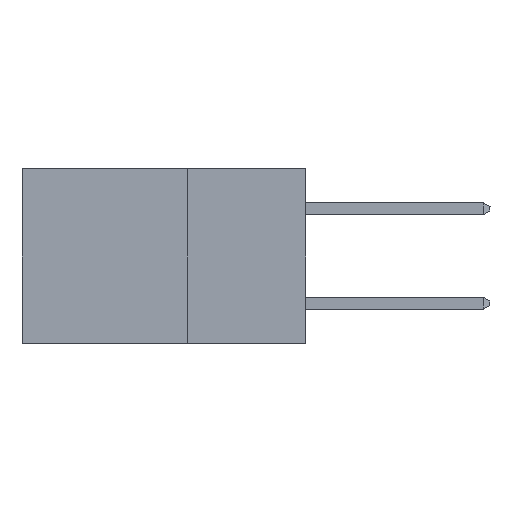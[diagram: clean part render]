
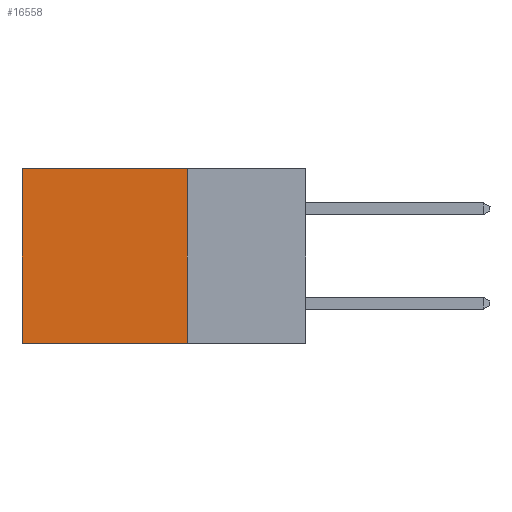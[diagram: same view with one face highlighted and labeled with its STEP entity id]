
A CAD part, left-side view. The second image highlights one B-rep face of the part: STEP entity #16558.
In plain terms, the highlighted planar face has unit normal (-1, 0, 0).
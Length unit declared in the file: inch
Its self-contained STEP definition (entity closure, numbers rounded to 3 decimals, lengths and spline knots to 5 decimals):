
#712 = DIRECTION ( 'NONE',  ( 0., 1., 0. ) ) ;
#1682 = CARTESIAN_POINT ( 'NONE',  ( 0.2615, 0.25, -0.37 ) ) ;
#3176 = DIRECTION ( 'NONE',  ( 0., 0., -1. ) ) ;
#3825 = DIRECTION ( 'NONE',  ( 0., 0., -1. ) ) ;
#4161 = FACE_OUTER_BOUND ( 'NONE', #26270, .T. ) ;
#4307 = ORIENTED_EDGE ( 'NONE', *, *, #20115, .F. ) ;
#4370 = VERTEX_POINT ( 'NONE', #9105 ) ;
#5994 = ORIENTED_EDGE ( 'NONE', *, *, #21200, .T. ) ;
#7040 = VERTEX_POINT ( 'NONE', #11109 ) ;
#7863 = LINE ( 'NONE', #18571, #18293 ) ;
#8926 = VECTOR ( 'NONE', #18148, 39.37008 ) ;
#9105 = CARTESIAN_POINT ( 'NONE',  ( 0.2615, 0.25, 0. ) ) ;
#11109 = CARTESIAN_POINT ( 'NONE',  ( 0.2615, 0.6, -0.37 ) ) ;
#11252 = VERTEX_POINT ( 'NONE', #24939 ) ;
#11760 = VERTEX_POINT ( 'NONE', #20038 ) ;
#11868 = VECTOR ( 'NONE', #712, 39.37008 ) ;
#13028 = EDGE_CURVE ( 'NONE', #4370, #11252, #25588, .T. ) ;
#13210 = CARTESIAN_POINT ( 'NONE',  ( 0.2615, 0.25, -0.37 ) ) ;
#15091 = ORIENTED_EDGE ( 'NONE', *, *, #22459, .F. ) ;
#15743 = DIRECTION ( 'NONE',  ( 1., 0., 0. ) ) ;
#16086 = CARTESIAN_POINT ( 'NONE',  ( 0.2615, 0.25, 0. ) ) ;
#16558 = ADVANCED_FACE ( 'NONE', ( #4161 ), #26121, .F. ) ;
#16614 = LINE ( 'NONE', #1682, #20186 ) ;
#18148 = DIRECTION ( 'NONE',  ( 0., 1., 0. ) ) ;
#18293 = VECTOR ( 'NONE', #20680, 39.37008 ) ;
#18568 = ORIENTED_EDGE ( 'NONE', *, *, #13028, .T. ) ;
#18571 = CARTESIAN_POINT ( 'NONE',  ( 0.2615, 0.6, -0.37 ) ) ;
#19842 = AXIS2_PLACEMENT_3D ( 'NONE', #24042, #15743, #3176 ) ;
#20038 = CARTESIAN_POINT ( 'NONE',  ( 0.2615, 0.25, -0.37 ) ) ;
#20115 = EDGE_CURVE ( 'NONE', #11760, #7040, #23637, .T. ) ;
#20186 = VECTOR ( 'NONE', #3825, 39.37008 ) ;
#20680 = DIRECTION ( 'NONE',  ( 0., 0., -1. ) ) ;
#21200 = EDGE_CURVE ( 'NONE', #11252, #7040, #7863, .T. ) ;
#22459 = EDGE_CURVE ( 'NONE', #4370, #11760, #16614, .T. ) ;
#23637 = LINE ( 'NONE', #13210, #11868 ) ;
#24042 = CARTESIAN_POINT ( 'NONE',  ( 0.2615, 0.25, -0.37 ) ) ;
#24939 = CARTESIAN_POINT ( 'NONE',  ( 0.2615, 0.6, 0. ) ) ;
#25588 = LINE ( 'NONE', #16086, #8926 ) ;
#26121 = PLANE ( 'NONE',  #19842 ) ;
#26270 = EDGE_LOOP ( 'NONE', ( #5994, #4307, #15091, #18568 ) ) ;
